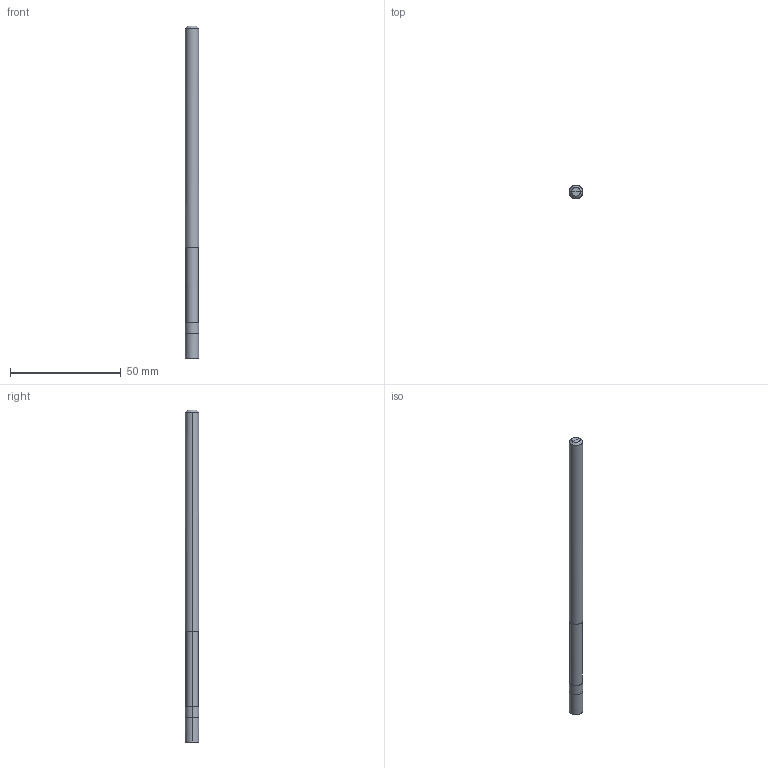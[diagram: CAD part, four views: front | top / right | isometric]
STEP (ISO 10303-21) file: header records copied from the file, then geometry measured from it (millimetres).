
FILE_DESCRIPTION(/* description */ (''),/* implementation_level */ '2;1');
FILE_NAME(/*name*/ 'VHM-Schlichtfräser 0128-060-b',/*time_stamp*/'2021-9-29T10:15:37',/*author*/ ('ISBE GmbH'),/*organization*/ ('ISBE GmbH'),/*preprocessor_version*/ 'STEP IO v1.0',/*originating_system*/ '',/*authorisation*/ '');
FILE_SCHEMA (('AUTOMOTIVE_DESIGN'));
Length unit declared in the file: millimetre
Products named in the file (1): Document
Bounding box: 6 x 5.99 x 150 mm (x, y, z)
Surface area: 2887.9 mm2 (no closed solid volume)
Topology: 0 solids, 22 shells, 22 faces, 90 edges, 84 vertices
Faces by surface type: bspline 22
Entity records: 829 total; most frequent: CARTESIAN_POINT 447, VERTEX_POINT 80, EDGE_CURVE 80, ORIENTED_EDGE 80, EDGE_LOOP 22, FACE_OUTER_BOUND 22, ADVANCED_FACE 22, DIRECTION 14
